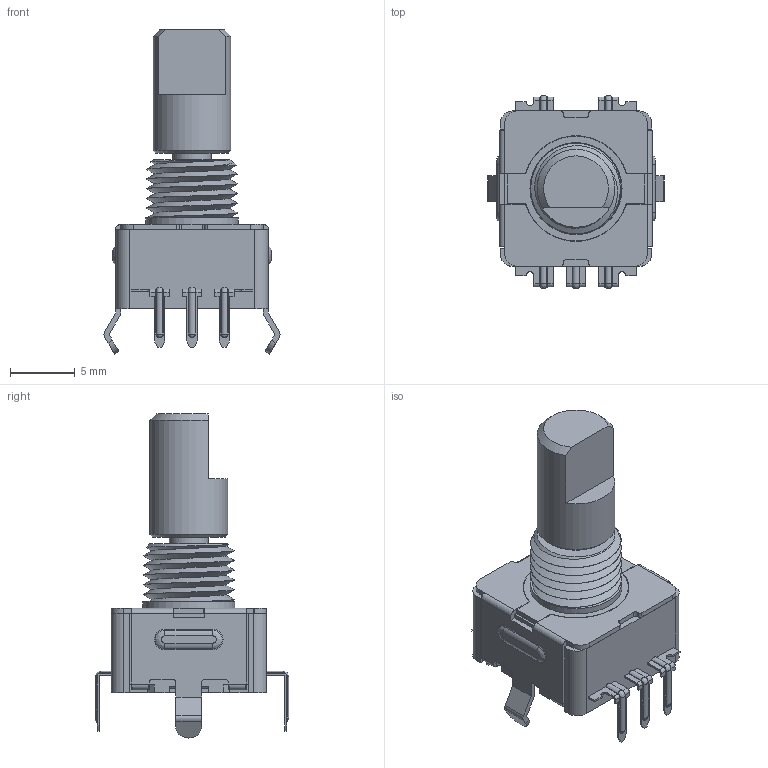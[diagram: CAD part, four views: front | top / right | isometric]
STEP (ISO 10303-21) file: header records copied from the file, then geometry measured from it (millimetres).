
FILE_DESCRIPTION(/* description */ (''),/* implementation_level */ '2;1');
FILE_NAME(/* name */ 'PEC11H-4215F-S0024outline.stp',/* time_stamp */ '2022-05-12T14:59:59+08:00',/* author */ ('CJ'),/* organization */ ('FR'),/* preprocessor_version */ 'ST-DEVELOPER v15',/* originating_system */ 'SIEMENS PLM Software NX 8.5',/* authorisation */ '');
FILE_SCHEMA (('CONFIG_CONTROL_DESIGN'));
Length unit declared in the file: millimetre
Products named in the file (3): ED11042; EA11005-2; ED1112outline
Assembly tree (2 placements, depth 2):
  ED1112outline
    EA11005-2
    ED11042
Bounding box: 13.59 x 14.95 x 25.01 mm (x, y, z)
Volume: 1311.1 mm3; surface area: 1932.2 mm2
Topology: 3 solids, 3 shells, 554 faces, 1455 edges, 881 vertices
Faces by surface type: plane 222, cylinder 209, torus 62, sphere 30, bspline 28, cone 3
Full cylindrical faces by diameter (mm): 3 x1, 6 x1, 7.1 x1
Entity records: 19161 total; most frequent: CARTESIAN_POINT 5400, DIRECTION 2922, ORIENTED_EDGE 2780, EDGE_CURVE 1390, AXIS2_PLACEMENT_3D 1039, VERTEX_POINT 850, LINE 844, VECTOR 844
